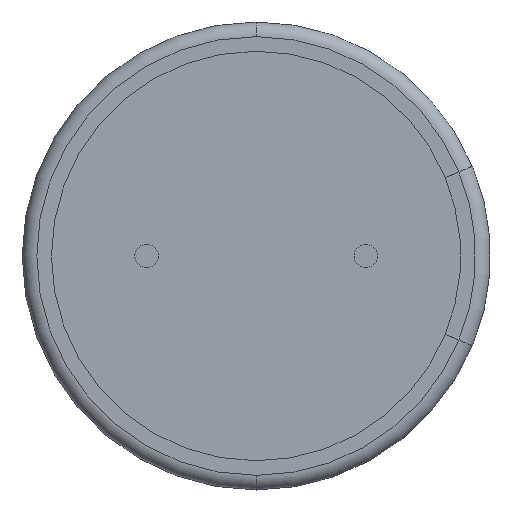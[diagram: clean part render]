
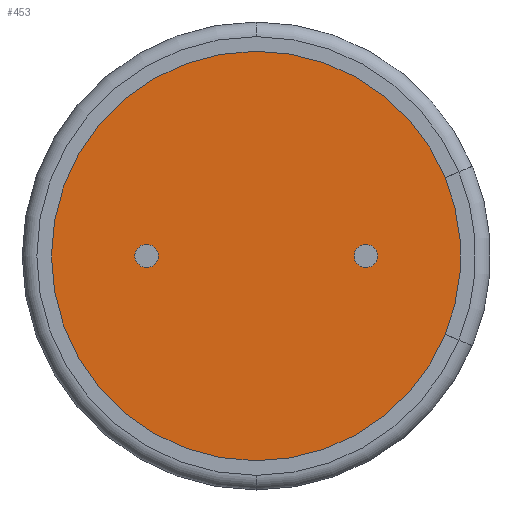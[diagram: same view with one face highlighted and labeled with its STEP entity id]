
A CAD part, front view. The second image highlights one B-rep face of the part: STEP entity #453.
In plain terms, the highlighted planar face has unit normal (0, -1, 0).
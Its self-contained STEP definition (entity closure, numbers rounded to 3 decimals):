
#31 = VERTEX_POINT ( 'NONE', #691 ) ;
#80 = DIRECTION ( 'NONE',  ( 0., -1., 0. ) ) ;
#136 = CARTESIAN_POINT ( 'NONE',  ( 0., 0.3, 0. ) ) ;
#155 = VERTEX_POINT ( 'NONE', #455 ) ;
#233 = VERTEX_POINT ( 'NONE', #1377 ) ;
#240 = CIRCLE ( 'NONE', #1809, 7. ) ;
#263 = EDGE_CURVE ( 'NONE', #155, #597, #240, .T. ) ;
#272 = DIRECTION ( 'NONE',  ( 0., -1., 0. ) ) ;
#274 = AXIS2_PLACEMENT_3D ( 'NONE', #1392, #614, #1490 ) ;
#335 = DIRECTION ( 'NONE',  ( 0., 0., -1. ) ) ;
#393 = CARTESIAN_POINT ( 'NONE',  ( 6.457, 0.3, -2.679 ) ) ;
#412 = DIRECTION ( 'NONE',  ( 0., 0., -1. ) ) ;
#453 = ADVANCED_FACE ( 'NONE', ( #2468, #982, #471 ), #2037, .T. ) ;
#455 = CARTESIAN_POINT ( 'NONE',  ( 0., 0.3, 7. ) ) ;
#468 = DIRECTION ( 'NONE',  ( -0.924, 0., 0.383 ) ) ;
#471 = FACE_BOUND ( 'NONE', #1976, .T. ) ;
#483 = DIRECTION ( 'NONE',  ( 0., -1., 0. ) ) ;
#535 = ORIENTED_EDGE ( 'NONE', *, *, #902, .F. ) ;
#558 = CIRCLE ( 'NONE', #1186, 0.4 ) ;
#590 = CIRCLE ( 'NONE', #1081, 7. ) ;
#597 = VERTEX_POINT ( 'NONE', #760 ) ;
#614 = DIRECTION ( 'NONE',  ( 0., -1., 0. ) ) ;
#621 = CARTESIAN_POINT ( 'NONE',  ( 0., 0.3, 0. ) ) ;
#651 = CARTESIAN_POINT ( 'NONE',  ( -3.75, 0.3, -0.4 ) ) ;
#663 = CARTESIAN_POINT ( 'NONE',  ( 6.466, 0.3, 2.682 ) ) ;
#674 = CARTESIAN_POINT ( 'NONE',  ( -3.75, 0.3, 0.4 ) ) ;
#691 = CARTESIAN_POINT ( 'NONE',  ( 6.466, 0.3, -2.682 ) ) ;
#697 = AXIS2_PLACEMENT_3D ( 'NONE', #1106, #2472, #1300 ) ;
#712 = DIRECTION ( 'NONE',  ( 0., -1., 0. ) ) ;
#723 = VERTEX_POINT ( 'NONE', #651 ) ;
#733 = CIRCLE ( 'NONE', #2267, 0.4 ) ;
#736 = EDGE_CURVE ( 'NONE', #597, #31, #2304, .T. ) ;
#760 = CARTESIAN_POINT ( 'NONE',  ( 0., 0.3, -7. ) ) ;
#762 = ORIENTED_EDGE ( 'NONE', *, *, #1908, .T. ) ;
#773 = DIRECTION ( 'NONE',  ( -0.924, 0., -0.383 ) ) ;
#775 = VERTEX_POINT ( 'NONE', #1666 ) ;
#854 = EDGE_CURVE ( 'NONE', #1798, #723, #1633, .T. ) ;
#894 = DIRECTION ( 'NONE',  ( 0., 0., -1. ) ) ;
#902 = EDGE_CURVE ( 'NONE', #1758, #233, #1570, .T. ) ;
#927 = AXIS2_PLACEMENT_3D ( 'NONE', #1868, #712, #894 ) ;
#982 = FACE_BOUND ( 'NONE', #2499, .T. ) ;
#1034 = AXIS2_PLACEMENT_3D ( 'NONE', #1636, #483, #1844 ) ;
#1081 = AXIS2_PLACEMENT_3D ( 'NONE', #136, #1489, #335 ) ;
#1106 = CARTESIAN_POINT ( 'NONE',  ( -0.01, 0.3, 0. ) ) ;
#1111 = DIRECTION ( 'NONE',  ( 0., -1., 0. ) ) ;
#1115 = ORIENTED_EDGE ( 'NONE', *, *, #1973, .F. ) ;
#1179 = CIRCLE ( 'NONE', #697, 7. ) ;
#1186 = AXIS2_PLACEMENT_3D ( 'NONE', #1245, #80, #1438 ) ;
#1245 = CARTESIAN_POINT ( 'NONE',  ( -3.75, 0.3, 0. ) ) ;
#1300 = DIRECTION ( 'NONE',  ( 0., 0., -1. ) ) ;
#1377 = CARTESIAN_POINT ( 'NONE',  ( 6.457, 0.3, 2.679 ) ) ;
#1392 = CARTESIAN_POINT ( 'NONE',  ( -3.75, 0.3, 0. ) ) ;
#1428 = CARTESIAN_POINT ( 'NONE',  ( 3.75, 0.3, 0. ) ) ;
#1438 = DIRECTION ( 'NONE',  ( 0., 0., -1. ) ) ;
#1481 = EDGE_LOOP ( 'NONE', ( #535, #762, #2364, #1611, #1573, #1863 ) ) ;
#1489 = DIRECTION ( 'NONE',  ( 0., -1., 0. ) ) ;
#1490 = DIRECTION ( 'NONE',  ( 0., 0., -1. ) ) ;
#1496 = CIRCLE ( 'NONE', #2160, 0.4 ) ;
#1569 = DIRECTION ( 'NONE',  ( 0., -1., 0. ) ) ;
#1570 = LINE ( 'NONE', #1928, #2039 ) ;
#1573 = ORIENTED_EDGE ( 'NONE', *, *, #1747, .T. ) ;
#1610 = CARTESIAN_POINT ( 'NONE',  ( -0.001, 0.3, -0.004 ) ) ;
#1611 = ORIENTED_EDGE ( 'NONE', *, *, #736, .T. ) ;
#1631 = DIRECTION ( 'NONE',  ( 0., 0., 1. ) ) ;
#1633 = CIRCLE ( 'NONE', #274, 0.4 ) ;
#1636 = CARTESIAN_POINT ( 'NONE',  ( 0., 0.3, 0. ) ) ;
#1666 = CARTESIAN_POINT ( 'NONE',  ( 3.75, 0.3, -0.4 ) ) ;
#1747 = EDGE_CURVE ( 'NONE', #31, #2165, #2330, .T. ) ;
#1758 = VERTEX_POINT ( 'NONE', #663 ) ;
#1767 = EDGE_CURVE ( 'NONE', #775, #1889, #733, .T. ) ;
#1798 = VERTEX_POINT ( 'NONE', #674 ) ;
#1809 = AXIS2_PLACEMENT_3D ( 'NONE', #621, #1569, #412 ) ;
#1844 = DIRECTION ( 'NONE',  ( 0., 0., -1. ) ) ;
#1863 = ORIENTED_EDGE ( 'NONE', *, *, #2487, .T. ) ;
#1868 = CARTESIAN_POINT ( 'NONE',  ( 0., 0.3, 0. ) ) ;
#1884 = CARTESIAN_POINT ( 'NONE',  ( 3.75, 0.3, 0.4 ) ) ;
#1889 = VERTEX_POINT ( 'NONE', #1884 ) ;
#1908 = EDGE_CURVE ( 'NONE', #1758, #155, #590, .T. ) ;
#1928 = CARTESIAN_POINT ( 'NONE',  ( -0.001, 0.3, 0.004 ) ) ;
#1973 = EDGE_CURVE ( 'NONE', #1889, #775, #1496, .T. ) ;
#1976 = EDGE_LOOP ( 'NONE', ( #1115, #1994 ) ) ;
#1994 = ORIENTED_EDGE ( 'NONE', *, *, #1767, .F. ) ;
#2037 = PLANE ( 'NONE',  #1034 ) ;
#2039 = VECTOR ( 'NONE', #773, 1000. ) ;
#2049 = ORIENTED_EDGE ( 'NONE', *, *, #2358, .F. ) ;
#2160 = AXIS2_PLACEMENT_3D ( 'NONE', #2286, #1111, #2475 ) ;
#2165 = VERTEX_POINT ( 'NONE', #393 ) ;
#2267 = AXIS2_PLACEMENT_3D ( 'NONE', #1428, #272, #1631 ) ;
#2273 = VECTOR ( 'NONE', #468, 1000. ) ;
#2286 = CARTESIAN_POINT ( 'NONE',  ( 3.75, 0.3, 0. ) ) ;
#2304 = CIRCLE ( 'NONE', #927, 7. ) ;
#2327 = ORIENTED_EDGE ( 'NONE', *, *, #854, .F. ) ;
#2330 = LINE ( 'NONE', #1610, #2273 ) ;
#2358 = EDGE_CURVE ( 'NONE', #723, #1798, #558, .T. ) ;
#2364 = ORIENTED_EDGE ( 'NONE', *, *, #263, .T. ) ;
#2468 = FACE_OUTER_BOUND ( 'NONE', #1481, .T. ) ;
#2472 = DIRECTION ( 'NONE',  ( 0., -1., 0. ) ) ;
#2475 = DIRECTION ( 'NONE',  ( 0., 0., 1. ) ) ;
#2487 = EDGE_CURVE ( 'NONE', #2165, #233, #1179, .T. ) ;
#2499 = EDGE_LOOP ( 'NONE', ( #2327, #2049 ) ) ;
